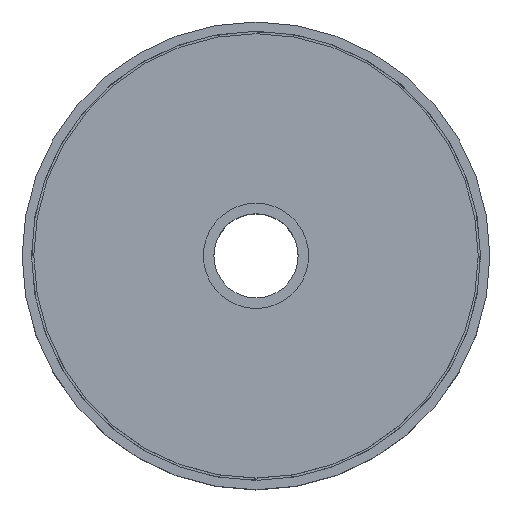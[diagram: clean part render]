
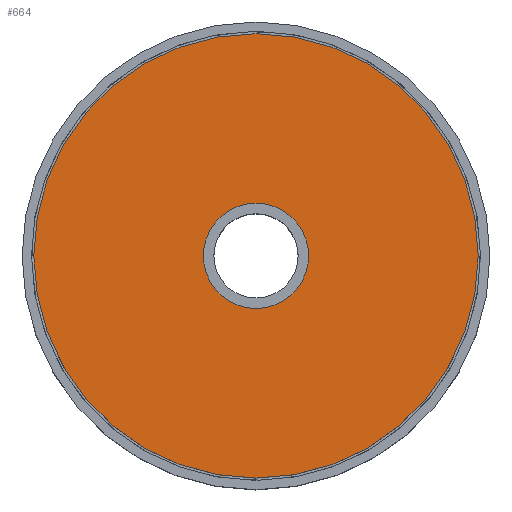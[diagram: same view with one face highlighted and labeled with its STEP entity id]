
A CAD part, top view. The second image highlights one B-rep face of the part: STEP entity #664.
In plain terms, the highlighted planar face has unit normal (0, 0, 1).
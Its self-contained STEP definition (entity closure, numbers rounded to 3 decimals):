
#8 = EDGE_LOOP ( 'NONE', ( #773, #113 ) ) ;
#42 = CARTESIAN_POINT ( 'NONE',  ( 0., 0., 15. ) ) ;
#43 = CIRCLE ( 'NONE', #986, 95. ) ;
#53 = CARTESIAN_POINT ( 'NONE',  ( 0., 0., 15. ) ) ;
#95 = AXIS2_PLACEMENT_3D ( 'NONE', #42, #379, #710 ) ;
#113 = ORIENTED_EDGE ( 'NONE', *, *, #120, .T. ) ;
#120 = EDGE_CURVE ( 'NONE', #681, #255, #43, .T. ) ;
#128 = FACE_OUTER_BOUND ( 'NONE', #8, .T. ) ;
#155 = DIRECTION ( 'NONE',  ( 0., 0., 1. ) ) ;
#233 = DIRECTION ( 'NONE',  ( 1., 0., 0. ) ) ;
#253 = EDGE_CURVE ( 'NONE', #925, #653, #523, .T. ) ;
#255 = VERTEX_POINT ( 'NONE', #589 ) ;
#259 = DIRECTION ( 'NONE',  ( 1., 0., 0. ) ) ;
#292 = CARTESIAN_POINT ( 'NONE',  ( -22.5, 0., 15. ) ) ;
#350 = EDGE_CURVE ( 'NONE', #255, #681, #967, .T. ) ;
#379 = DIRECTION ( 'NONE',  ( 0., 0., 1. ) ) ;
#381 = AXIS2_PLACEMENT_3D ( 'NONE', #642, #974, #233 ) ;
#385 = DIRECTION ( 'NONE',  ( 0., 0., 1. ) ) ;
#464 = FACE_BOUND ( 'NONE', #1003, .T. ) ;
#472 = EDGE_CURVE ( 'NONE', #653, #925, #513, .T. ) ;
#488 = DIRECTION ( 'NONE',  ( 1., 0., 0. ) ) ;
#500 = AXIS2_PLACEMENT_3D ( 'NONE', #53, #385, #714 ) ;
#513 = CIRCLE ( 'NONE', #381, 22.5 ) ;
#517 = ORIENTED_EDGE ( 'NONE', *, *, #472, .F. ) ;
#523 = CIRCLE ( 'NONE', #999, 22.5 ) ;
#589 = CARTESIAN_POINT ( 'NONE',  ( -95., 0., 15. ) ) ;
#642 = CARTESIAN_POINT ( 'NONE',  ( 0., 0., 15. ) ) ;
#653 = VERTEX_POINT ( 'NONE', #957 ) ;
#664 = ADVANCED_FACE ( 'NONE', ( #128, #464 ), #797, .T. ) ;
#669 = CARTESIAN_POINT ( 'NONE',  ( 0., 0., 15. ) ) ;
#681 = VERTEX_POINT ( 'NONE', #815 ) ;
#710 = DIRECTION ( 'NONE',  ( 1., 0., 0. ) ) ;
#714 = DIRECTION ( 'NONE',  ( 1., 0., 0. ) ) ;
#749 = ORIENTED_EDGE ( 'NONE', *, *, #253, .F. ) ;
#773 = ORIENTED_EDGE ( 'NONE', *, *, #350, .T. ) ;
#797 = PLANE ( 'NONE',  #500 ) ;
#815 = CARTESIAN_POINT ( 'NONE',  ( 95., 0., 15. ) ) ;
#898 = CARTESIAN_POINT ( 'NONE',  ( 0., 0., 15. ) ) ;
#925 = VERTEX_POINT ( 'NONE', #292 ) ;
#957 = CARTESIAN_POINT ( 'NONE',  ( 22.5, 0., 15. ) ) ;
#967 = CIRCLE ( 'NONE', #95, 95. ) ;
#974 = DIRECTION ( 'NONE',  ( 0., 0., 1. ) ) ;
#986 = AXIS2_PLACEMENT_3D ( 'NONE', #898, #155, #488 ) ;
#998 = DIRECTION ( 'NONE',  ( 0., 0., 1. ) ) ;
#999 = AXIS2_PLACEMENT_3D ( 'NONE', #669, #998, #259 ) ;
#1003 = EDGE_LOOP ( 'NONE', ( #749, #517 ) ) ;
